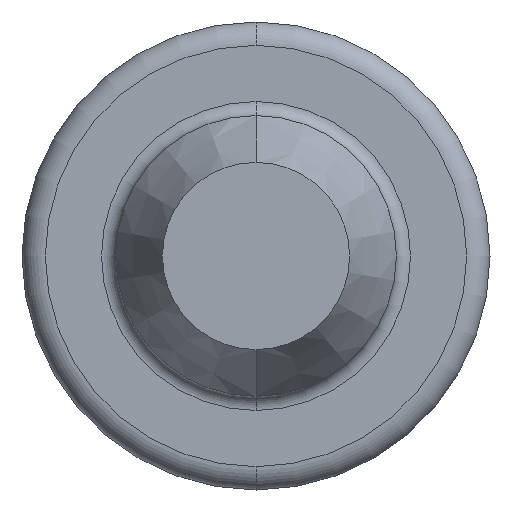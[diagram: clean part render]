
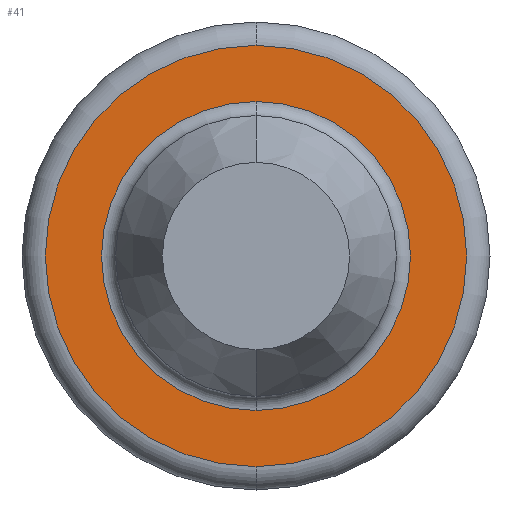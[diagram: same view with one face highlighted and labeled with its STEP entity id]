
A CAD part, front view. The second image highlights one B-rep face of the part: STEP entity #41.
In plain terms, the highlighted planar face has unit normal (0, -1, 0).
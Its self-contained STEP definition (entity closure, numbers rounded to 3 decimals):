
#12 = CIRCLE ( 'NONE', #548, 3.3 ) ;
#21 = ORIENTED_EDGE ( 'NONE', *, *, #1275, .T. ) ;
#41 = ADVANCED_FACE ( 'NONE', ( #501, #753 ), #1164, .T. ) ;
#45 = CARTESIAN_POINT ( 'NONE',  ( 0., 16., 0. ) ) ;
#142 = CARTESIAN_POINT ( 'NONE',  ( 0., 16., -3.3 ) ) ;
#150 = DIRECTION ( 'NONE',  ( 0., 1., 0. ) ) ;
#162 = DIRECTION ( 'NONE',  ( 0., 0., 1. ) ) ;
#255 = ORIENTED_EDGE ( 'NONE', *, *, #792, .T. ) ;
#258 = ORIENTED_EDGE ( 'NONE', *, *, #1288, .F. ) ;
#359 = ORIENTED_EDGE ( 'NONE', *, *, #1372, .F. ) ;
#439 = DIRECTION ( 'NONE',  ( 0., 1., 0. ) ) ;
#453 = CARTESIAN_POINT ( 'NONE',  ( 0., 16., 0. ) ) ;
#501 = FACE_BOUND ( 'NONE', #1353, .T. ) ;
#548 = AXIS2_PLACEMENT_3D ( 'NONE', #751, #150, #845 ) ;
#553 = DIRECTION ( 'NONE',  ( 0., 0., 1. ) ) ;
#554 = VERTEX_POINT ( 'NONE', #957 ) ;
#637 = VERTEX_POINT ( 'NONE', #1203 ) ;
#751 = CARTESIAN_POINT ( 'NONE',  ( 0., 16., 0. ) ) ;
#753 = FACE_OUTER_BOUND ( 'NONE', #944, .T. ) ;
#759 = DIRECTION ( 'NONE',  ( 0., 1., 0. ) ) ;
#792 = EDGE_CURVE ( 'NONE', #637, #1137, #816, .T. ) ;
#816 = CIRCLE ( 'NONE', #1181, 3.3 ) ;
#821 = VERTEX_POINT ( 'NONE', #1273 ) ;
#845 = DIRECTION ( 'NONE',  ( 0., 0., 1. ) ) ;
#903 = DIRECTION ( 'NONE',  ( 0., -1., 0. ) ) ;
#944 = EDGE_LOOP ( 'NONE', ( #258, #359 ) ) ;
#949 = DIRECTION ( 'NONE',  ( 0., 0., -1. ) ) ;
#953 = CIRCLE ( 'NONE', #1062, 4.5 ) ;
#957 = CARTESIAN_POINT ( 'NONE',  ( 0., 16., -4.5 ) ) ;
#958 = AXIS2_PLACEMENT_3D ( 'NONE', #1149, #903, #949 ) ;
#961 = CIRCLE ( 'NONE', #1014, 4.5 ) ;
#1007 = CARTESIAN_POINT ( 'NONE',  ( 0., 16., 0. ) ) ;
#1014 = AXIS2_PLACEMENT_3D ( 'NONE', #1007, #439, #1130 ) ;
#1062 = AXIS2_PLACEMENT_3D ( 'NONE', #45, #759, #162 ) ;
#1130 = DIRECTION ( 'NONE',  ( 0., 0., 1. ) ) ;
#1137 = VERTEX_POINT ( 'NONE', #142 ) ;
#1149 = CARTESIAN_POINT ( 'NONE',  ( -3.3, 16., 0. ) ) ;
#1151 = DIRECTION ( 'NONE',  ( 0., 1., 0. ) ) ;
#1164 = PLANE ( 'NONE',  #958 ) ;
#1181 = AXIS2_PLACEMENT_3D ( 'NONE', #453, #1151, #553 ) ;
#1203 = CARTESIAN_POINT ( 'NONE',  ( 0., 16., 3.3 ) ) ;
#1273 = CARTESIAN_POINT ( 'NONE',  ( 0., 16., 4.5 ) ) ;
#1275 = EDGE_CURVE ( 'NONE', #1137, #637, #12, .T. ) ;
#1288 = EDGE_CURVE ( 'NONE', #821, #554, #953, .T. ) ;
#1353 = EDGE_LOOP ( 'NONE', ( #255, #21 ) ) ;
#1372 = EDGE_CURVE ( 'NONE', #554, #821, #961, .T. ) ;
